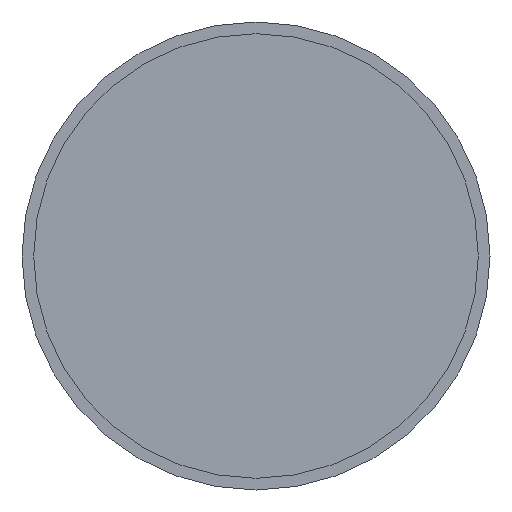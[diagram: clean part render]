
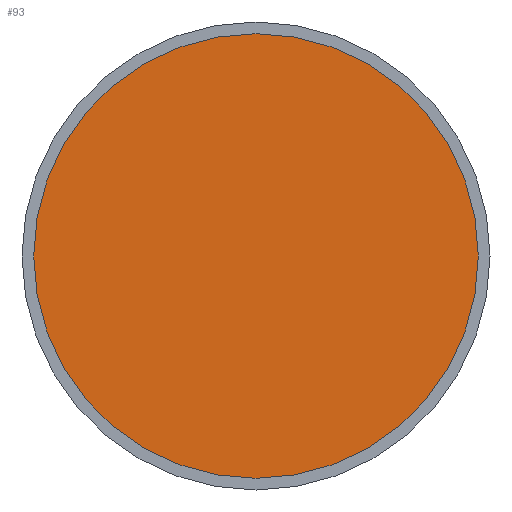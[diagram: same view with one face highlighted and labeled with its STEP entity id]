
A CAD part, front view. The second image highlights one B-rep face of the part: STEP entity #93.
In plain terms, the highlighted planar face has unit normal (0, -1, 0).
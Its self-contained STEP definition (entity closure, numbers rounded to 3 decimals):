
#93 = ADVANCED_FACE( '', ( #196 ), #197, .F. );
#196 = FACE_OUTER_BOUND( '', #328, .T. );
#197 = PLANE( '', #329 );
#328 = EDGE_LOOP( '', ( #481 ) );
#329 = AXIS2_PLACEMENT_3D( '', #482, #483, #484 );
#481 = ORIENTED_EDGE( '', *, *, #532, .T. );
#482 = CARTESIAN_POINT( '', ( 38., 3., 0. ) );
#483 = DIRECTION( '', ( 0., 1., 0. ) );
#484 = DIRECTION( '', ( 0., 0., 1. ) );
#532 = EDGE_CURVE( '', #606, #606, #607, .T. );
#606 = VERTEX_POINT( '', #699 );
#607 = CIRCLE( '', #700, 38. );
#699 = CARTESIAN_POINT( '', ( 0., 3., -38. ) );
#700 = AXIS2_PLACEMENT_3D( '', #784, #785, #786 );
#784 = CARTESIAN_POINT( '', ( 0., 3., 0. ) );
#785 = DIRECTION( '', ( 0., -1., 0. ) );
#786 = DIRECTION( '', ( 0., 0., -1. ) );
